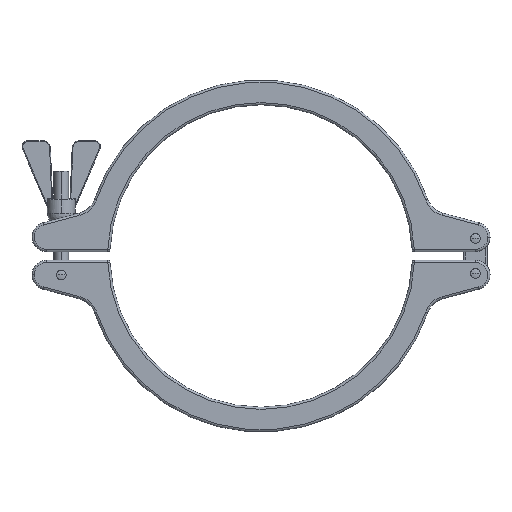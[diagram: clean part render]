
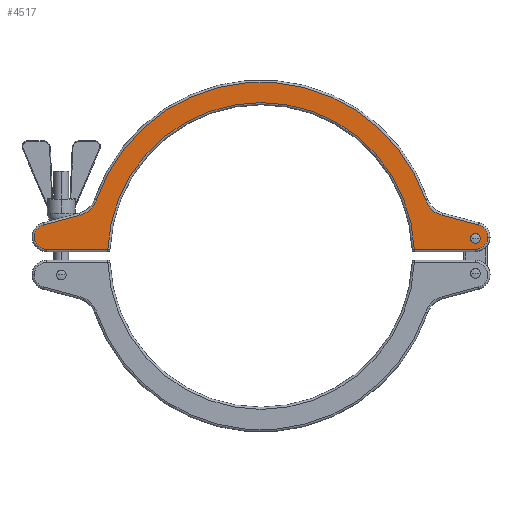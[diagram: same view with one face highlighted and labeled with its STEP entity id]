
A CAD part, top view. The second image highlights one B-rep face of the part: STEP entity #4517.
In plain terms, the highlighted planar face has unit normal (0, 0, 1).
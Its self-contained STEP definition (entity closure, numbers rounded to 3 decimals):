
#246 = ORIENTED_EDGE ( 'NONE', *, *, #1393, .T. ) ;
#451 = LINE ( 'NONE', #3893, #8969 ) ;
#503 = VERTEX_POINT ( 'NONE', #13611 ) ;
#684 = AXIS2_PLACEMENT_3D ( 'NONE', #11803, #6787, #4567 ) ;
#1252 = CARTESIAN_POINT ( 'NONE',  ( -147., 4.5, 12. ) ) ;
#1393 = EDGE_CURVE ( 'NONE', #13100, #14651, #7832, .T. ) ;
#1639 = CARTESIAN_POINT ( 'NONE',  ( 0., 0., 12. ) ) ;
#1672 = FACE_OUTER_BOUND ( 'NONE', #9632, .T. ) ;
#1673 = EDGE_CURVE ( 'NONE', #14651, #3488, #14434, .T. ) ;
#1818 = FACE_BOUND ( 'NONE', #15426, .T. ) ;
#1967 = AXIS2_PLACEMENT_3D ( 'NONE', #12123, #13470, #3766 ) ;
#2082 = ORIENTED_EDGE ( 'NONE', *, *, #12762, .F. ) ;
#2107 = AXIS2_PLACEMENT_3D ( 'NONE', #13731, #11030, #7688 ) ;
#2386 = CARTESIAN_POINT ( 'NONE',  ( 155.5, 13., 12. ) ) ;
#2440 = CARTESIAN_POINT ( 'NONE',  ( -103.657, 4.5, 12. ) ) ;
#2507 = DIRECTION ( 'NONE',  ( -0.966, -0.259, 0. ) ) ;
#2619 = DIRECTION ( 'NONE',  ( 1., 0., 0. ) ) ;
#2626 = CARTESIAN_POINT ( 'NONE',  ( 147., 12., 12. ) ) ;
#2944 = DIRECTION ( 'NONE',  ( 1., 0., 0. ) ) ;
#3230 = CARTESIAN_POINT ( 'NONE',  ( -124.145, 27.924, 12. ) ) ;
#3354 = ORIENTED_EDGE ( 'NONE', *, *, #4113, .T. ) ;
#3488 = VERTEX_POINT ( 'NONE', #11519 ) ;
#3701 = VERTEX_POINT ( 'NONE', #3230 ) ;
#3733 = EDGE_CURVE ( 'NONE', #3701, #5404, #6254, .T. ) ;
#3766 = DIRECTION ( 'NONE',  ( 1., 0., 0. ) ) ;
#3807 = CARTESIAN_POINT ( 'NONE',  ( 147., 4.5, 12. ) ) ;
#3893 = CARTESIAN_POINT ( 'NONE',  ( 124.145, 27.924, 12. ) ) ;
#4036 = CARTESIAN_POINT ( 'NONE',  ( -128.416, 43.861, 12. ) ) ;
#4113 = EDGE_CURVE ( 'NONE', #8889, #8215, #13300, .T. ) ;
#4142 = DIRECTION ( 'NONE',  ( 0., 0., -1. ) ) ;
#4484 = DIRECTION ( 'NONE',  ( 0., 0., 1. ) ) ;
#4517 = ADVANCED_FACE ( 'NONE', ( #1672, #1818 ), #7727, .T. ) ;
#4567 = DIRECTION ( 'NONE',  ( 1., 0., 0. ) ) ;
#4607 = ORIENTED_EDGE ( 'NONE', *, *, #9753, .T. ) ;
#4909 = LINE ( 'NONE', #2440, #5946 ) ;
#5093 = DIRECTION ( 'NONE',  ( 0., 0., 1. ) ) ;
#5163 = DIRECTION ( 'NONE',  ( -0.966, 0.259, 0. ) ) ;
#5310 = CARTESIAN_POINT ( 'NONE',  ( 112.802, 38.528, 12. ) ) ;
#5404 = VERTEX_POINT ( 'NONE', #10265 ) ;
#5806 = CARTESIAN_POINT ( 'NONE',  ( -112.802, 38.528, 12. ) ) ;
#5930 = DIRECTION ( 'NONE',  ( 0., 0., 1. ) ) ;
#5946 = VECTOR ( 'NONE', #6262, 1000. ) ;
#5995 = VERTEX_POINT ( 'NONE', #12835 ) ;
#6054 = DIRECTION ( 'NONE',  ( 1., 0., 0. ) ) ;
#6246 = CARTESIAN_POINT ( 'NONE',  ( 147., 12., 12. ) ) ;
#6254 = LINE ( 'NONE', #8399, #14335 ) ;
#6262 = DIRECTION ( 'NONE',  ( 1., 0., 0. ) ) ;
#6335 = DIRECTION ( 'NONE',  ( 1., 0., 0. ) ) ;
#6377 = AXIS2_PLACEMENT_3D ( 'NONE', #6246, #5930, #8470 ) ;
#6436 = AXIS2_PLACEMENT_3D ( 'NONE', #15024, #4142, #2944 ) ;
#6780 = DIRECTION ( 'NONE',  ( 1., 0., 0. ) ) ;
#6787 = DIRECTION ( 'NONE',  ( 0., 0., 1. ) ) ;
#7223 = EDGE_CURVE ( 'NONE', #5404, #13878, #15068, .T. ) ;
#7494 = CIRCLE ( 'NONE', #8257, 119.2 ) ;
#7688 = DIRECTION ( 'NONE',  ( 1., 0., 0. ) ) ;
#7696 = EDGE_CURVE ( 'NONE', #12955, #3701, #13827, .T. ) ;
#7727 = PLANE ( 'NONE',  #12705 ) ;
#7832 = CIRCLE ( 'NONE', #1967, 8.5 ) ;
#7890 = ORIENTED_EDGE ( 'NONE', *, *, #1673, .T. ) ;
#7923 = ORIENTED_EDGE ( 'NONE', *, *, #14218, .T. ) ;
#8215 = VERTEX_POINT ( 'NONE', #12525 ) ;
#8225 = CIRCLE ( 'NONE', #13553, 3.3 ) ;
#8257 = AXIS2_PLACEMENT_3D ( 'NONE', #1639, #4484, #6780 ) ;
#8399 = CARTESIAN_POINT ( 'NONE',  ( -149.2, 21.21, 12. ) ) ;
#8454 = CIRCLE ( 'NONE', #2107, 16.5 ) ;
#8470 = DIRECTION ( 'NONE',  ( 1., 0., 0. ) ) ;
#8889 = VERTEX_POINT ( 'NONE', #10052 ) ;
#8924 = ORIENTED_EDGE ( 'NONE', *, *, #11828, .T. ) ;
#8969 = VECTOR ( 'NONE', #5163, 1000. ) ;
#9632 = EDGE_LOOP ( 'NONE', ( #4607, #3354, #10680, #246, #7890, #8924, #9880, #7923, #11180, #15071, #9915 ) ) ;
#9685 = CIRCLE ( 'NONE', #6377, 3.3 ) ;
#9753 = EDGE_CURVE ( 'NONE', #13878, #8889, #4909, .T. ) ;
#9871 = LINE ( 'NONE', #3807, #12249 ) ;
#9880 = ORIENTED_EDGE ( 'NONE', *, *, #12009, .T. ) ;
#9915 = ORIENTED_EDGE ( 'NONE', *, *, #7223, .T. ) ;
#10052 = CARTESIAN_POINT ( 'NONE',  ( -105.104, 4.5, 12. ) ) ;
#10265 = CARTESIAN_POINT ( 'NONE',  ( -149.2, 21.21, 12. ) ) ;
#10680 = ORIENTED_EDGE ( 'NONE', *, *, #11785, .T. ) ;
#10765 = ORIENTED_EDGE ( 'NONE', *, *, #11084, .F. ) ;
#10874 = VERTEX_POINT ( 'NONE', #5310 ) ;
#11030 = DIRECTION ( 'NONE',  ( 0., 0., -1. ) ) ;
#11084 = EDGE_CURVE ( 'NONE', #14561, #503, #9685, .T. ) ;
#11180 = ORIENTED_EDGE ( 'NONE', *, *, #7696, .T. ) ;
#11272 = AXIS2_PLACEMENT_3D ( 'NONE', #13057, #13129, #14235 ) ;
#11455 = CARTESIAN_POINT ( 'NONE',  ( 0., 0., 12. ) ) ;
#11519 = CARTESIAN_POINT ( 'NONE',  ( 149.2, 21.21, 12. ) ) ;
#11785 = EDGE_CURVE ( 'NONE', #8215, #13100, #9871, .T. ) ;
#11803 = CARTESIAN_POINT ( 'NONE',  ( 147., 13., 12. ) ) ;
#11828 = EDGE_CURVE ( 'NONE', #3488, #5995, #451, .T. ) ;
#12009 = EDGE_CURVE ( 'NONE', #5995, #10874, #8454, .T. ) ;
#12123 = CARTESIAN_POINT ( 'NONE',  ( 147., 13., 12. ) ) ;
#12249 = VECTOR ( 'NONE', #2619, 1000. ) ;
#12525 = CARTESIAN_POINT ( 'NONE',  ( 105.104, 4.5, 12. ) ) ;
#12569 = DIRECTION ( 'NONE',  ( 0., 0., 1. ) ) ;
#12692 = CARTESIAN_POINT ( 'NONE',  ( 147., 4.5, 12. ) ) ;
#12705 = AXIS2_PLACEMENT_3D ( 'NONE', #11455, #12569, #15175 ) ;
#12762 = EDGE_CURVE ( 'NONE', #503, #14561, #8225, .T. ) ;
#12835 = CARTESIAN_POINT ( 'NONE',  ( 124.145, 27.924, 12. ) ) ;
#12913 = DIRECTION ( 'NONE',  ( 0., 0., -1. ) ) ;
#12955 = VERTEX_POINT ( 'NONE', #5806 ) ;
#13057 = CARTESIAN_POINT ( 'NONE',  ( -147., 13., 12. ) ) ;
#13100 = VERTEX_POINT ( 'NONE', #12692 ) ;
#13129 = DIRECTION ( 'NONE',  ( 0., 0., 1. ) ) ;
#13300 = CIRCLE ( 'NONE', #6436, 105.2 ) ;
#13470 = DIRECTION ( 'NONE',  ( 0., 0., 1. ) ) ;
#13553 = AXIS2_PLACEMENT_3D ( 'NONE', #2626, #5093, #6054 ) ;
#13611 = CARTESIAN_POINT ( 'NONE',  ( 143.7, 12., 12. ) ) ;
#13731 = CARTESIAN_POINT ( 'NONE',  ( 128.416, 43.861, 12. ) ) ;
#13827 = CIRCLE ( 'NONE', #15587, 16.5 ) ;
#13878 = VERTEX_POINT ( 'NONE', #1252 ) ;
#14080 = CARTESIAN_POINT ( 'NONE',  ( 150.3, 12., 12. ) ) ;
#14218 = EDGE_CURVE ( 'NONE', #10874, #12955, #7494, .T. ) ;
#14235 = DIRECTION ( 'NONE',  ( 1., 0., 0. ) ) ;
#14335 = VECTOR ( 'NONE', #2507, 1000. ) ;
#14434 = CIRCLE ( 'NONE', #684, 8.5 ) ;
#14561 = VERTEX_POINT ( 'NONE', #14080 ) ;
#14651 = VERTEX_POINT ( 'NONE', #2386 ) ;
#15024 = CARTESIAN_POINT ( 'NONE',  ( 0., 0., 12. ) ) ;
#15068 = CIRCLE ( 'NONE', #11272, 8.5 ) ;
#15071 = ORIENTED_EDGE ( 'NONE', *, *, #3733, .T. ) ;
#15175 = DIRECTION ( 'NONE',  ( 1., 0., 0. ) ) ;
#15426 = EDGE_LOOP ( 'NONE', ( #2082, #10765 ) ) ;
#15587 = AXIS2_PLACEMENT_3D ( 'NONE', #4036, #12913, #6335 ) ;
